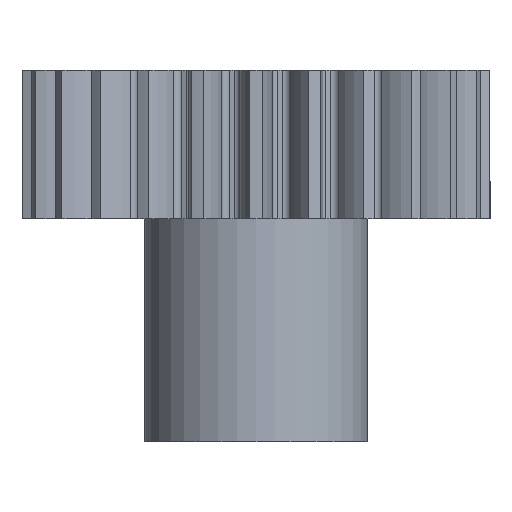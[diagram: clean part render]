
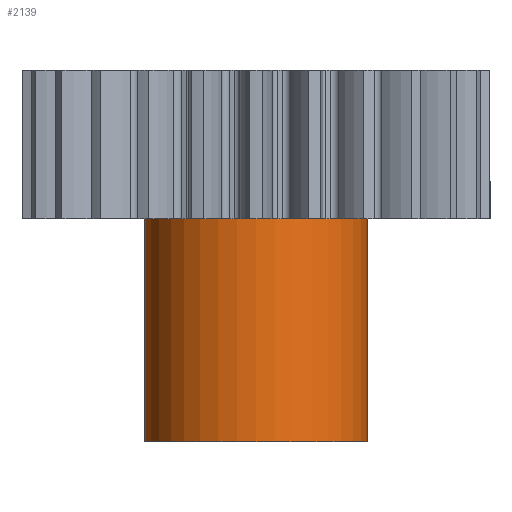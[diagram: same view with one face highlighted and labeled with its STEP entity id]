
A CAD part, front view. The second image highlights one B-rep face of the part: STEP entity #2139.
In plain terms, the highlighted cylindrical face has radius 4.5 mm (diameter 9 mm), a partial arc.
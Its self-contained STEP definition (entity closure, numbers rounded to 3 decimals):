
#1901 = ORIENTED_EDGE ( 'NONE', *, *, #2205, .T. ) ;
#1962 = ORIENTED_EDGE ( 'NONE', *, *, #2140, .T. ) ;
#1975 = ORIENTED_EDGE ( 'NONE', *, *, #2032, .F. ) ;
#2032 = EDGE_CURVE ( 'NONE', #2224, #2034, #5438, .T. ) ;
#2033 = VERTEX_POINT ( 'NONE', #5439 ) ;
#2034 = VERTEX_POINT ( 'NONE', #5360 ) ;
#2139 = ADVANCED_FACE ( 'NONE', ( #5635 ), #5623, .T. ) ;
#2140 = EDGE_CURVE ( 'NONE', #2033, #2034, #5727, .T. ) ;
#2205 = EDGE_CURVE ( 'NONE', #2223, #2033, #5983, .T. ) ;
#2223 = VERTEX_POINT ( 'NONE', #5985 ) ;
#2224 = VERTEX_POINT ( 'NONE', #5803 ) ;
#2256 = EDGE_LOOP ( 'NONE', ( #1975, #2259, #1901, #1962 ) ) ;
#2259 = ORIENTED_EDGE ( 'NONE', *, *, #2261, .T. ) ;
#2261 = EDGE_CURVE ( 'NONE', #2224, #2223, #5848, .T. ) ;
#5360 = CARTESIAN_POINT ( 'NONE',  ( -4.5, 0., 1.5 ) ) ;
#5435 = DIRECTION ( 'NONE',  ( 0., 0., 1. ) ) ;
#5436 = VECTOR ( 'NONE', #5435, 1000. ) ;
#5437 = CARTESIAN_POINT ( 'NONE',  ( -4.5, 0., -9. ) ) ;
#5438 = LINE ( 'NONE', #5437, #5436 ) ;
#5439 = CARTESIAN_POINT ( 'NONE',  ( 4.5, 0., 1.5 ) ) ;
#5615 = DIRECTION ( 'NONE',  ( 1., 0., 0. ) ) ;
#5623 = CYLINDRICAL_SURFACE ( 'NONE', #5643, 4.5 ) ;
#5635 = FACE_OUTER_BOUND ( 'NONE', #2256, .T. ) ;
#5643 = AXIS2_PLACEMENT_3D ( 'NONE', #5733, #5732, #5615 ) ;
#5724 = DIRECTION ( 'NONE',  ( -1., 0., 0. ) ) ;
#5725 = DIRECTION ( 'NONE',  ( 0., 0., -1. ) ) ;
#5726 = AXIS2_PLACEMENT_3D ( 'NONE', #5731, #5725, #5724 ) ;
#5727 = CIRCLE ( 'NONE', #5726, 4.5 ) ;
#5731 = CARTESIAN_POINT ( 'NONE',  ( 0., 0., 1.5 ) ) ;
#5732 = DIRECTION ( 'NONE',  ( 0., 0., 1. ) ) ;
#5733 = CARTESIAN_POINT ( 'NONE',  ( 0., 0., -9. ) ) ;
#5803 = CARTESIAN_POINT ( 'NONE',  ( -4.5, 0., -9. ) ) ;
#5841 = DIRECTION ( 'NONE',  ( 1., 0., 0. ) ) ;
#5842 = DIRECTION ( 'NONE',  ( 0., 0., 1. ) ) ;
#5843 = CARTESIAN_POINT ( 'NONE',  ( 0., 0., -9. ) ) ;
#5844 = AXIS2_PLACEMENT_3D ( 'NONE', #5843, #5842, #5841 ) ;
#5848 = CIRCLE ( 'NONE', #5844, 4.5 ) ;
#5969 = DIRECTION ( 'NONE',  ( 0., 0., 1. ) ) ;
#5970 = VECTOR ( 'NONE', #5969, 1000. ) ;
#5982 = CARTESIAN_POINT ( 'NONE',  ( 4.5, 0., -9. ) ) ;
#5983 = LINE ( 'NONE', #5982, #5970 ) ;
#5985 = CARTESIAN_POINT ( 'NONE',  ( 4.5, 0., -9. ) ) ;
